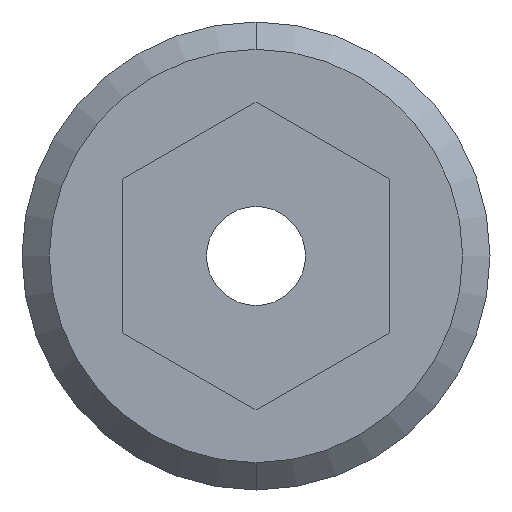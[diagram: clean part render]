
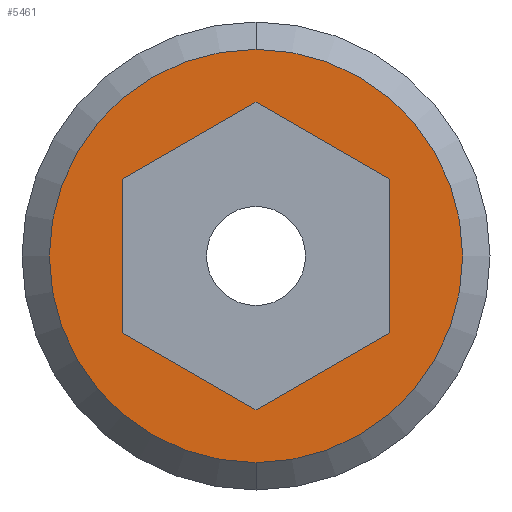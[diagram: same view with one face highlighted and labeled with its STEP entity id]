
A CAD part, left-side view. The second image highlights one B-rep face of the part: STEP entity #5461.
In plain terms, the highlighted planar face has unit normal (-1, 0, 0).
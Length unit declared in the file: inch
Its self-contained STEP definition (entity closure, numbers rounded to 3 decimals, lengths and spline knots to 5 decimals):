
#2469=CARTESIAN_POINT('',(-0.085,0.,0.));
#2470=DIRECTION('',(-1.,0.,0.));
#2471=DIRECTION('',(0.,1.,0.));
#2472=AXIS2_PLACEMENT_3D('',#2469,#2470,#2471);
#2487=DIRECTION('',(0.,0.5,0.866));
#2488=VECTOR('',#2487,0.04503);
#2489=CARTESIAN_POINT('',(-0.085,0.02252,-0.039));
#2490=LINE('',#2489,#2488);
#2491=DIRECTION('',(0.,1.,0.));
#2492=VECTOR('',#2491,0.04503);
#2493=CARTESIAN_POINT('',(-0.085,-0.02252,-0.039));
#2494=LINE('',#2493,#2492);
#2495=DIRECTION('',(0.,0.5,-0.866));
#2496=VECTOR('',#2495,0.04503);
#2497=CARTESIAN_POINT('',(-0.085,-0.04503,0.));
#2498=LINE('',#2497,#2496);
#2499=DIRECTION('',(0.,-0.5,-0.866));
#2500=VECTOR('',#2499,0.04503);
#2501=CARTESIAN_POINT('',(-0.085,-0.02252,0.039));
#2502=LINE('',#2501,#2500);
#2503=DIRECTION('',(0.,-1.,0.));
#2504=VECTOR('',#2503,0.04503);
#2505=CARTESIAN_POINT('',(-0.085,0.02252,0.039));
#2506=LINE('',#2505,#2504);
#2507=DIRECTION('',(0.,-0.5,0.866));
#2508=VECTOR('',#2507,0.04503);
#2509=CARTESIAN_POINT('',(-0.085,0.04503,0.));
#2510=LINE('',#2509,#2508);
#2511=CARTESIAN_POINT('',(-0.085,0.,0.));
#2512=DIRECTION('',(1.,0.,0.));
#2513=DIRECTION('',(0.,1.,0.));
#2514=AXIS2_PLACEMENT_3D('',#2511,#2512,#2513);
#2683=CARTESIAN_POINT('',(-0.085,0.0605,0.));
#2684=CARTESIAN_POINT('',(-0.085,-0.0605,0.));
#2685=VERTEX_POINT('',#2683);
#2686=VERTEX_POINT('',#2684);
#2703=CARTESIAN_POINT('',(-0.085,0.02252,-0.039));
#2704=CARTESIAN_POINT('',(-0.085,0.04503,0.));
#2705=VERTEX_POINT('',#2703);
#2706=VERTEX_POINT('',#2704);
#2707=CARTESIAN_POINT('',(-0.085,-0.02252,-0.039));
#2708=VERTEX_POINT('',#2707);
#2709=CARTESIAN_POINT('',(-0.085,-0.04503,0.));
#2710=VERTEX_POINT('',#2709);
#2711=CARTESIAN_POINT('',(-0.085,-0.02252,0.039));
#2712=VERTEX_POINT('',#2711);
#2713=CARTESIAN_POINT('',(-0.085,0.02252,0.039));
#2714=VERTEX_POINT('',#2713);
#5437=CARTESIAN_POINT('',(-0.085,0.,0.));
#5438=DIRECTION('',(1.,0.,0.));
#5439=DIRECTION('',(0.,-1.,0.));
#5440=AXIS2_PLACEMENT_3D('',#5437,#5438,#5439);
#5441=PLANE('',#5440);
#5442=ORIENTED_EDGE('',*,*,#5427,.F.);
#5444=ORIENTED_EDGE('',*,*,#5443,.T.);
#5445=EDGE_LOOP('',(#5442,#5444));
#5446=FACE_OUTER_BOUND('',#5445,.F.);
#5448=ORIENTED_EDGE('',*,*,#5447,.F.);
#5450=ORIENTED_EDGE('',*,*,#5449,.F.);
#5452=ORIENTED_EDGE('',*,*,#5451,.F.);
#5454=ORIENTED_EDGE('',*,*,#5453,.F.);
#5456=ORIENTED_EDGE('',*,*,#5455,.F.);
#5458=ORIENTED_EDGE('',*,*,#5457,.F.);
#5459=EDGE_LOOP('',(#5448,#5450,#5452,#5454,#5456,#5458));
#5460=FACE_BOUND('',#5459,.F.);
#2473=CIRCLE('',#2472,0.0605);
#2515=CIRCLE('',#2514,0.0605);
#5427=EDGE_CURVE('',#2685,#2686,#2473,.T.);
#5443=EDGE_CURVE('',#2685,#2686,#2515,.T.);
#5447=EDGE_CURVE('',#2705,#2706,#2490,.T.);
#5449=EDGE_CURVE('',#2708,#2705,#2494,.T.);
#5451=EDGE_CURVE('',#2710,#2708,#2498,.T.);
#5453=EDGE_CURVE('',#2712,#2710,#2502,.T.);
#5455=EDGE_CURVE('',#2714,#2712,#2506,.T.);
#5457=EDGE_CURVE('',#2706,#2714,#2510,.T.);
#5461=ADVANCED_FACE('',(#5446,#5460),#5441,.F.);
